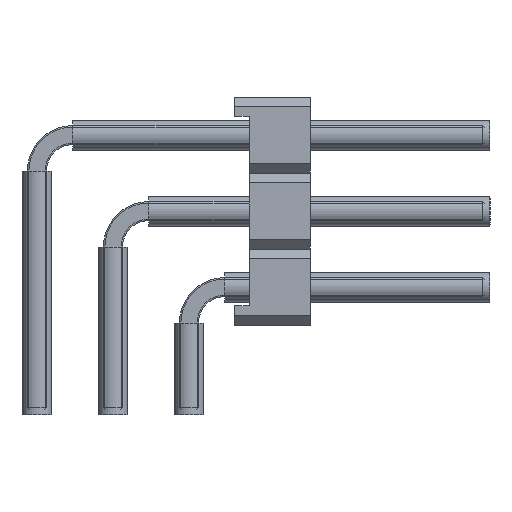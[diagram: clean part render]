
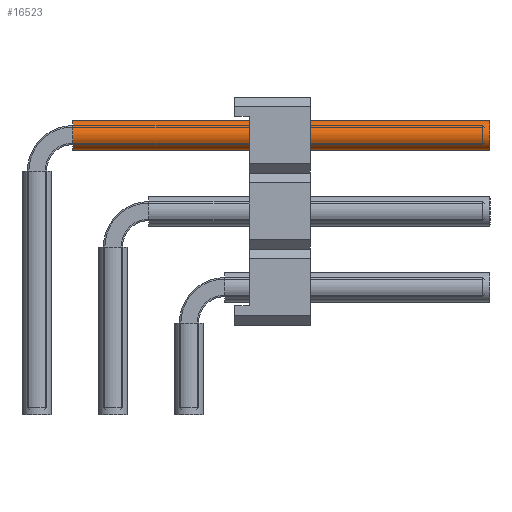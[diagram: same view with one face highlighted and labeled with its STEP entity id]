
A CAD part, left-side view. The second image highlights one B-rep face of the part: STEP entity #16523.
In plain terms, the highlighted cylindrical face has radius 0.5 mm (diameter 1 mm), a full revolution.
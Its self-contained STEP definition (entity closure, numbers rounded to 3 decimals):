
#8832=ORIENTED_EDGE('',*,*,#11272,.F.);
#8833=ORIENTED_EDGE('',*,*,#11273,.T.);
#11272=EDGE_CURVE('',#12872,#12872,#13516,.T.);
#11273=EDGE_CURVE('',#12873,#12873,#13517,.T.);
#12872=VERTEX_POINT('',#27541);
#12873=VERTEX_POINT('',#27543);
#13516=CIRCLE('',#18047,0.5);
#13517=CIRCLE('',#18048,0.5);
#14452=EDGE_LOOP('',(#8832));
#14453=EDGE_LOOP('',(#8833));
#15402=FACE_BOUND('',#14452,.T.);
#15403=FACE_BOUND('',#14453,.T.);
#15737=CYLINDRICAL_SURFACE('',#18046,0.5);
#16523=ADVANCED_FACE('',(#15402,#15403),#15737,.F.);
#18046=AXIS2_PLACEMENT_3D('',#27539,#22642,#22643);
#18047=AXIS2_PLACEMENT_3D('',#27540,#22644,#22645);
#18048=AXIS2_PLACEMENT_3D('',#27542,#22646,#22647);
#22642=DIRECTION('',(1.,0.,0.));
#22643=DIRECTION('',(0.,0.,-1.));
#22644=DIRECTION('',(-1.,0.,0.));
#22645=DIRECTION('',(0.,0.,1.));
#22646=DIRECTION('',(-1.,0.,0.));
#22647=DIRECTION('',(0.,0.,1.));
#27539=CARTESIAN_POINT('',(1.2,0.,9.35));
#27540=CARTESIAN_POINT('',(15.14,0.,9.35));
#27541=CARTESIAN_POINT('',(15.14,0.,9.85));
#27542=CARTESIAN_POINT('',(1.2,0.,9.35));
#27543=CARTESIAN_POINT('',(1.2,0.,9.85));
